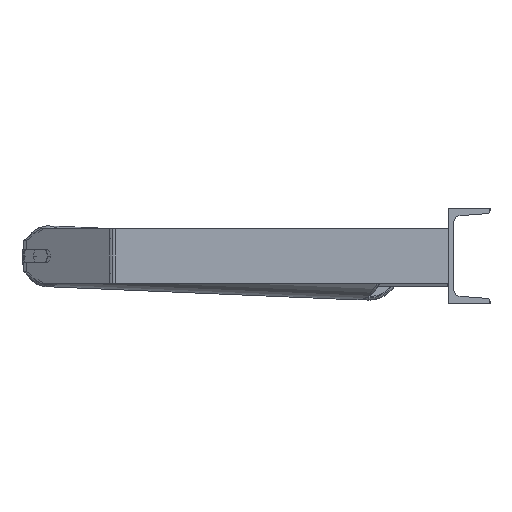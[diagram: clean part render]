
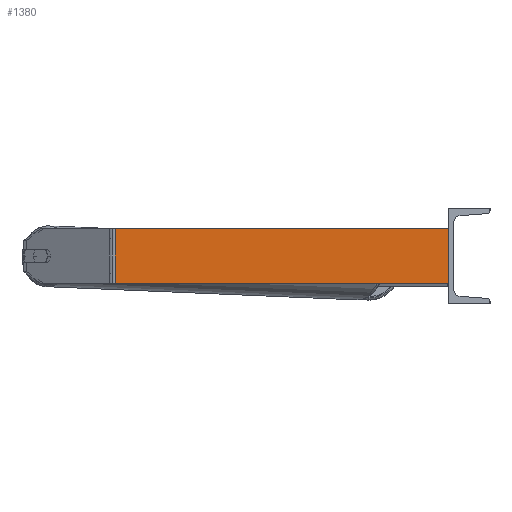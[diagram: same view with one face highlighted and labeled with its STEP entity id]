
A CAD part, left-side view. The second image highlights one B-rep face of the part: STEP entity #1380.
In plain terms, the highlighted planar face has unit normal (-1, 0, 0).
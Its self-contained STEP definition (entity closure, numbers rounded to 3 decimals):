
#195 = ORIENTED_EDGE ( 'NONE', *, *, #4225, .T. ) ;
#352 = EDGE_LOOP ( 'NONE', ( #7986, #561, #7623, #195 ) ) ;
#561 = ORIENTED_EDGE ( 'NONE', *, *, #8974, .F. ) ;
#648 = CARTESIAN_POINT ( 'NONE',  ( -1185., 487.713, -40. ) ) ;
#762 = DIRECTION ( 'NONE',  ( 0., -1., 0. ) ) ;
#779 = CARTESIAN_POINT ( 'NONE',  ( -1185., 0., 40. ) ) ;
#1222 = VERTEX_POINT ( 'NONE', #648 ) ;
#1318 = CARTESIAN_POINT ( 'NONE',  ( -1185., 492.758, -40. ) ) ;
#1380 = ADVANCED_FACE ( 'NONE', ( #5047 ), #3026, .F. ) ;
#1557 = VERTEX_POINT ( 'NONE', #3774 ) ;
#2157 = DIRECTION ( 'NONE',  ( 1., 0., 0. ) ) ;
#2308 = CARTESIAN_POINT ( 'NONE',  ( -1185., 492.758, 40. ) ) ;
#2399 = VECTOR ( 'NONE', #762, 1000. ) ;
#2754 = VERTEX_POINT ( 'NONE', #5601 ) ;
#2832 = DIRECTION ( 'NONE',  ( 0., 0., -1. ) ) ;
#3026 = PLANE ( 'NONE',  #7240 ) ;
#3339 = EDGE_CURVE ( 'NONE', #2754, #5117, #6479, .T. ) ;
#3636 = DIRECTION ( 'NONE',  ( 0., 0., -1. ) ) ;
#3691 = LINE ( 'NONE', #8479, #8704 ) ;
#3774 = CARTESIAN_POINT ( 'NONE',  ( -1185., 0., -40. ) ) ;
#4129 = LINE ( 'NONE', #1318, #5651 ) ;
#4225 = EDGE_CURVE ( 'NONE', #2754, #1222, #3691, .T. ) ;
#4250 = CARTESIAN_POINT ( 'NONE',  ( -1185., 0., 40. ) ) ;
#5047 = FACE_OUTER_BOUND ( 'NONE', #352, .T. ) ;
#5117 = VERTEX_POINT ( 'NONE', #779 ) ;
#5601 = CARTESIAN_POINT ( 'NONE',  ( -1185., 487.713, 40. ) ) ;
#5632 = CARTESIAN_POINT ( 'NONE',  ( -1185., 492.758, 40. ) ) ;
#5651 = VECTOR ( 'NONE', #6903, 1000. ) ;
#5804 = LINE ( 'NONE', #4250, #7152 ) ;
#6479 = LINE ( 'NONE', #2308, #2399 ) ;
#6903 = DIRECTION ( 'NONE',  ( 0., -1., 0. ) ) ;
#7150 = EDGE_CURVE ( 'NONE', #1222, #1557, #4129, .T. ) ;
#7152 = VECTOR ( 'NONE', #2832, 1000. ) ;
#7240 = AXIS2_PLACEMENT_3D ( 'NONE', #5632, #2157, #7794 ) ;
#7623 = ORIENTED_EDGE ( 'NONE', *, *, #3339, .F. ) ;
#7794 = DIRECTION ( 'NONE',  ( 0., 0., -1. ) ) ;
#7986 = ORIENTED_EDGE ( 'NONE', *, *, #7150, .T. ) ;
#8479 = CARTESIAN_POINT ( 'NONE',  ( -1185., 487.713, 40. ) ) ;
#8704 = VECTOR ( 'NONE', #3636, 1000. ) ;
#8974 = EDGE_CURVE ( 'NONE', #5117, #1557, #5804, .T. ) ;
